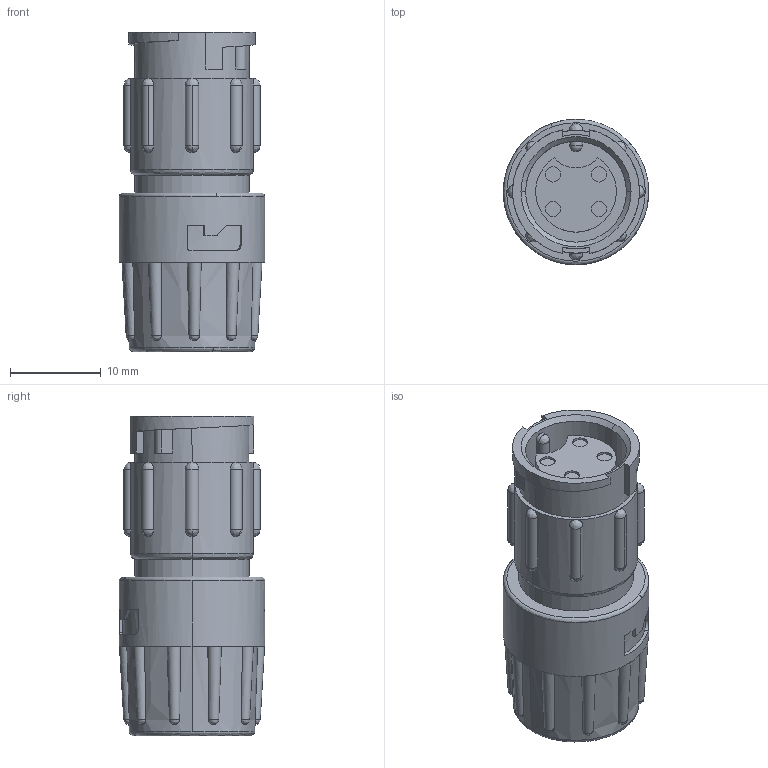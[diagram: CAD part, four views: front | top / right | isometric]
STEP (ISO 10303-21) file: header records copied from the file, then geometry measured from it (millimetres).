
FILE_DESCRIPTION (( 'STEP AP203' ), '1' );
FILE_NAME ('8280-4SG-3DC.STEP', '2015-11-17T22:49:47', ( '' ), ( '' ), 'SwSTEP 2.0', 'SolidWorks 2014', '' );
FILE_SCHEMA (( 'CONFIG_CONTROL_DESIGN' ));
Length unit declared in the file: inch
Products named in the file (1): 8280-4SG-3DC
Bounding box: 16 x 16 x 35.18 mm (x, y, z)
Volume: 5162.5 mm3; surface area: 2646.2 mm2
Topology: 1 solids, 1 shells, 163 faces, 459 edges, 283 vertices
Faces by surface type: bspline 53, cylinder 53, plane 53, cone 4
Entity records: 10381 total; most frequent: CARTESIAN_POINT 6594, ORIENTED_EDGE 860, DIRECTION 681, EDGE_CURVE 430, VERTEX_POINT 282, AXIS2_PLACEMENT_3D 280, EDGE_LOOP 176, CIRCLE 169
